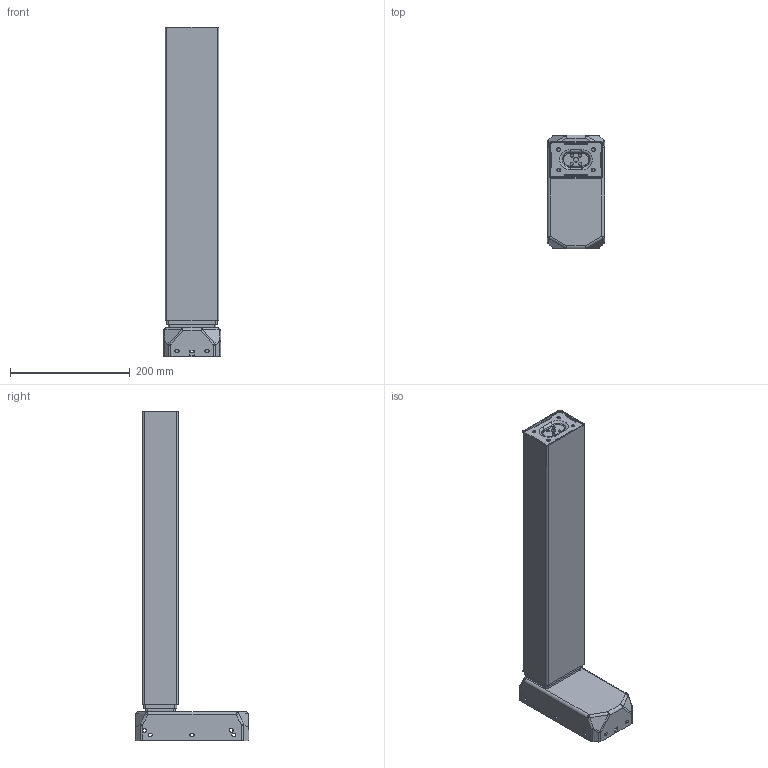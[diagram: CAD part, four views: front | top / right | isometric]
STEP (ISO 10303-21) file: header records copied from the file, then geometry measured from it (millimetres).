
FILE_DESCRIPTION((''),'2;1');
FILE_NAME('D9-ENTIR-SIMULATION_ASM_2_ASM','2020-01-03T14:38:22',('Administrator'),('捷昌驱动'),'CREO PARAMETRIC BY PTC INC, 2018500','CREO PARAMETRIC BY PTC INC, 2018500','');
FILE_SCHEMA(('CONFIG_CONTROL_DESIGN'));
Length unit declared in the file: millimetre
Products named in the file (10): BOTTOM-BOX-NONINSERT_7; NONPOROUS-D9-INNER_2; BOTTOM-COVER-3MM_2; D9-INNER-SIMULATION_ASM_4_ASM; NONPOROUS-D9-MIDDLE_9; D9-MIDDLE-SIMULATION_ASM_7_ASM; NONPOROUS-D9-OUTTER_4; D10-TOPBOARD_1; D9-OUTTER-SIMULATION_ASM_4_ASM; D9-ENTIR-SIMULATION_ASM_2_ASM
Assembly tree (9 placements, depth 3):
  D9-ENTIR-SIMULATION_ASM_2_ASM
    D9-INNER-SIMULATION_ASM_4_ASM
      BOTTOM-BOX-NONINSERT_7
      NONPOROUS-D9-INNER_2
      BOTTOM-COVER-3MM_2
    D9-MIDDLE-SIMULATION_ASM_7_ASM
      NONPOROUS-D9-MIDDLE_9
    D9-OUTTER-SIMULATION_ASM_4_ASM
      NONPOROUS-D9-OUTTER_4
      D10-TOPBOARD_1
Bounding box: 96 x 190 x 550 mm (x, y, z)
Volume: 775080 mm3; surface area: 925641.2 mm2
Topology: 6 solids, 6 shells, 448 faces, 1311 edges, 837 vertices
Faces by surface type: cylinder 211, plane 146, sphere 36, bspline 36, torus 11, cone 8
Entity records: 19873 total; most frequent: CARTESIAN_POINT 8089, ORIENTED_EDGE 2550, DIRECTION 2305, EDGE_CURVE 1275, AXIS2_PLACEMENT_3D 844, VERTEX_POINT 837, VECTOR 617, LINE 617
